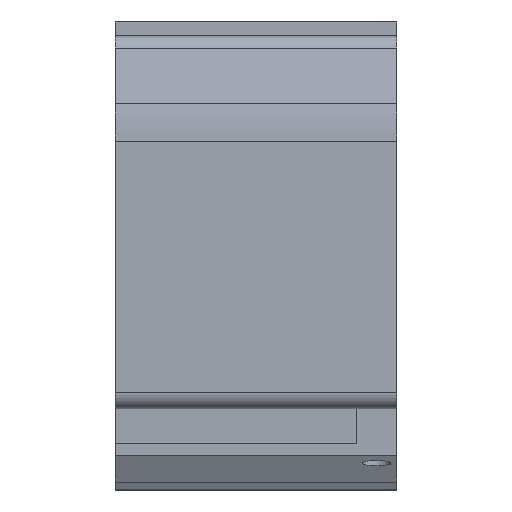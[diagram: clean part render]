
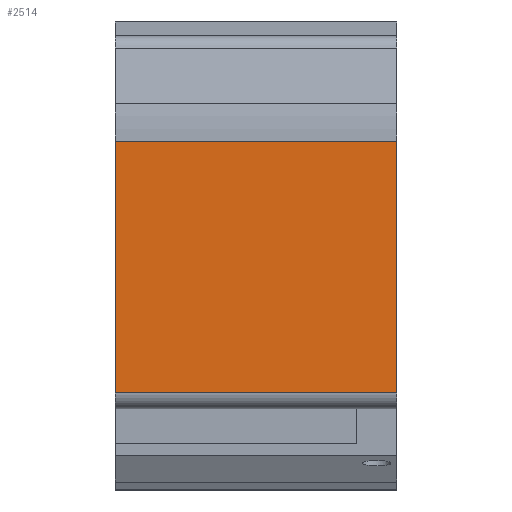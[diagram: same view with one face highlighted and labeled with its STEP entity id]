
A CAD part, top view. The second image highlights one B-rep face of the part: STEP entity #2514.
In plain terms, the highlighted planar face has unit normal (0, 0, 1).
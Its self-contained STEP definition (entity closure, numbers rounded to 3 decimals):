
#82=PLANE('',#2733);
#200=FACE_OUTER_BOUND('',#361,.T.);
#361=EDGE_LOOP('',(#2028,#2029,#2030,#2031));
#695=LINE('',#3956,#962);
#705=LINE('',#4006,#972);
#709=LINE('',#4016,#976);
#731=LINE('',#4069,#998);
#962=VECTOR('',#3135,10.);
#972=VECTOR('',#3179,10.);
#976=VECTOR('',#3189,10.);
#998=VECTOR('',#3245,10.);
#1230=VERTEX_POINT('',#3953);
#1231=VERTEX_POINT('',#3955);
#1254=VERTEX_POINT('',#4005);
#1257=VERTEX_POINT('',#4015);
#1507=EDGE_CURVE('',#1230,#1231,#695,.T.);
#1532=EDGE_CURVE('',#1231,#1254,#705,.T.);
#1537=EDGE_CURVE('',#1254,#1257,#709,.T.);
#1565=EDGE_CURVE('',#1257,#1230,#731,.T.);
#2028=ORIENTED_EDGE('',*,*,#1532,.F.);
#2029=ORIENTED_EDGE('',*,*,#1507,.F.);
#2030=ORIENTED_EDGE('',*,*,#1565,.F.);
#2031=ORIENTED_EDGE('',*,*,#1537,.F.);
#2514=ADVANCED_FACE('',(#200),#82,.T.);
#2733=AXIS2_PLACEMENT_3D('',#4070,#3246,#3247);
#3135=DIRECTION('',(0.,-1.,0.));
#3179=DIRECTION('',(-1.,0.,0.));
#3189=DIRECTION('',(0.,1.,0.));
#3245=DIRECTION('',(1.,0.,0.));
#3246=DIRECTION('center_axis',(0.,0.,1.));
#3247=DIRECTION('ref_axis',(0.,-1.,0.));
#3953=CARTESIAN_POINT('',(5.,23.84,54.413));
#3955=CARTESIAN_POINT('',(5.,-7.356,54.413));
#3956=CARTESIAN_POINT('',(5.,26.207,54.413));
#4005=CARTESIAN_POINT('',(-30.,-7.356,54.413));
#4006=CARTESIAN_POINT('',(2.5,-7.356,54.413));
#4015=CARTESIAN_POINT('',(-30.,23.84,54.413));
#4016=CARTESIAN_POINT('',(-30.,26.207,54.413));
#4069=CARTESIAN_POINT('',(0.,23.84,54.413));
#4070=CARTESIAN_POINT('Origin',(0.,26.207,54.413));
